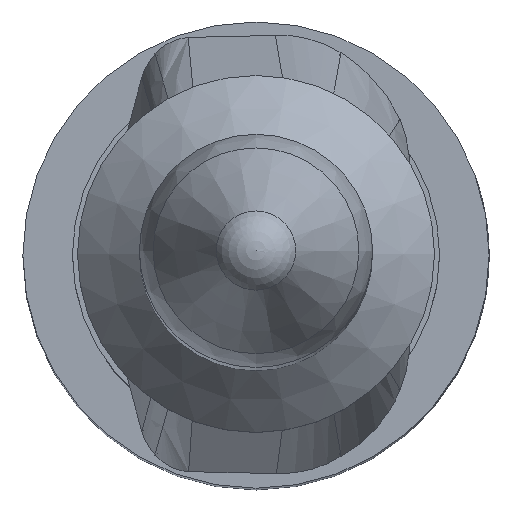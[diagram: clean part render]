
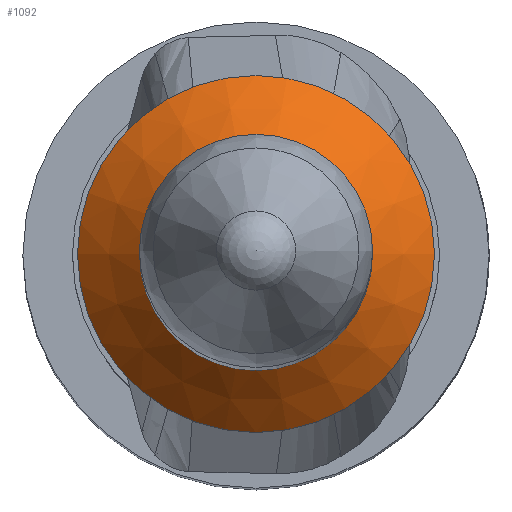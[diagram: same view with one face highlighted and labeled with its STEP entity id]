
A CAD part, top view. The second image highlights one B-rep face of the part: STEP entity #1092.
In plain terms, the highlighted conical face has half-angle 45 degrees and reference radius 1.012 mm.
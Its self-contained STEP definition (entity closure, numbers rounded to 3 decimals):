
#17=CONICAL_SURFACE('',#1191,1.013,0.785);
#43=CIRCLE('',#1189,1.225);
#44=CIRCLE('',#1190,1.225);
#45=CIRCLE('',#1192,0.8);
#46=CIRCLE('',#1193,0.8);
#79=FACE_OUTER_BOUND('',#147,.T.);
#147=EDGE_LOOP('',(#747,#748,#749,#750,#751,#752));
#223=LINE('',#1811,#280);
#280=VECTOR('',#1273,1.013);
#453=VERTEX_POINT('',#1804);
#454=VERTEX_POINT('',#1805);
#455=VERTEX_POINT('',#1810);
#456=VERTEX_POINT('',#1812);
#566=EDGE_CURVE('',#453,#454,#43,.T.);
#567=EDGE_CURVE('',#454,#453,#44,.T.);
#569=EDGE_CURVE('',#454,#455,#223,.T.);
#570=EDGE_CURVE('',#455,#456,#45,.T.);
#571=EDGE_CURVE('',#456,#455,#46,.T.);
#747=ORIENTED_EDGE('',*,*,#566,.F.);
#748=ORIENTED_EDGE('',*,*,#567,.F.);
#749=ORIENTED_EDGE('',*,*,#569,.T.);
#750=ORIENTED_EDGE('',*,*,#570,.T.);
#751=ORIENTED_EDGE('',*,*,#571,.T.);
#752=ORIENTED_EDGE('',*,*,#569,.F.);
#1092=ADVANCED_FACE('',(#79),#17,.T.);
#1189=AXIS2_PLACEMENT_3D('',#1806,#1266,#1267);
#1190=AXIS2_PLACEMENT_3D('',#1807,#1268,#1269);
#1191=AXIS2_PLACEMENT_3D('',#1809,#1271,#1272);
#1192=AXIS2_PLACEMENT_3D('',#1813,#1274,#1275);
#1193=AXIS2_PLACEMENT_3D('',#1814,#1276,#1277);
#1266=DIRECTION('center_axis',(0.,0.,-1.));
#1267=DIRECTION('ref_axis',(-1.,0.,0.));
#1268=DIRECTION('center_axis',(0.,0.,-1.));
#1269=DIRECTION('ref_axis',(-1.,0.,0.));
#1271=DIRECTION('center_axis',(0.,0.,-1.));
#1272=DIRECTION('ref_axis',(1.,0.,0.));
#1273=DIRECTION('',(0.707,0.,0.707));
#1274=DIRECTION('center_axis',(0.,0.,-1.));
#1275=DIRECTION('ref_axis',(-1.,0.,0.));
#1276=DIRECTION('center_axis',(0.,0.,-1.));
#1277=DIRECTION('ref_axis',(-1.,0.,0.));
#1804=CARTESIAN_POINT('',(1.225,0.,-1.359));
#1805=CARTESIAN_POINT('',(-1.225,0.,-1.359));
#1806=CARTESIAN_POINT('Origin',(0.,0.,-1.359));
#1807=CARTESIAN_POINT('Origin',(0.,0.,-1.359));
#1809=CARTESIAN_POINT('Origin',(0.,0.,-1.147));
#1810=CARTESIAN_POINT('',(-0.8,0.,-0.934));
#1811=CARTESIAN_POINT('',(-1.013,0.,-1.147));
#1812=CARTESIAN_POINT('',(0.8,0.,-0.934));
#1813=CARTESIAN_POINT('Origin',(0.,0.,-0.934));
#1814=CARTESIAN_POINT('Origin',(0.,0.,-0.934));
